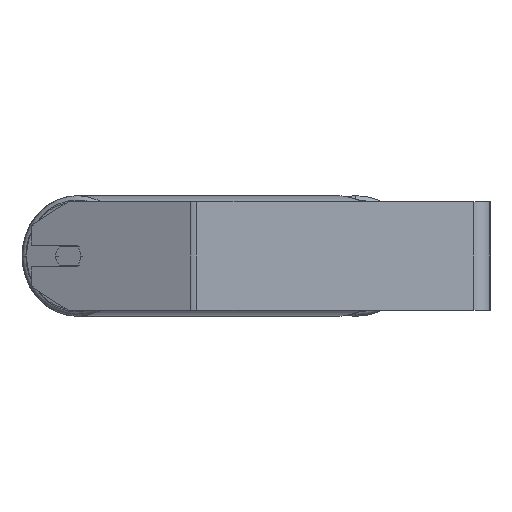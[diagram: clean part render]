
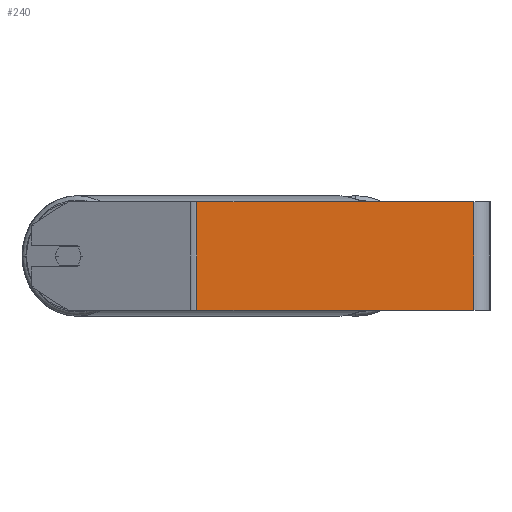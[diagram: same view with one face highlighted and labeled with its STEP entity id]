
A CAD part, left-side view. The second image highlights one B-rep face of the part: STEP entity #240.
In plain terms, the highlighted planar face has unit normal (-1, 0, 0).
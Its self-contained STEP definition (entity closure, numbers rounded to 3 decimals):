
#88 = CARTESIAN_POINT ( 'NONE',  ( -745., 12., -40. ) ) ;
#179 = LINE ( 'NONE', #8367, #7376 ) ;
#240 = ADVANCED_FACE ( 'NONE', ( #4752 ), #8098, .F. ) ;
#363 = LINE ( 'NONE', #5067, #2461 ) ;
#641 = VERTEX_POINT ( 'NONE', #88 ) ;
#675 = CARTESIAN_POINT ( 'NONE',  ( -745., 218.934, 40. ) ) ;
#835 = EDGE_CURVE ( 'NONE', #4016, #2948, #4378, .T. ) ;
#1107 = DIRECTION ( 'NONE',  ( 0., 0., -1. ) ) ;
#1306 = DIRECTION ( 'NONE',  ( 0., 0., -1. ) ) ;
#1877 = ORIENTED_EDGE ( 'NONE', *, *, #1969, .T. ) ;
#1969 = EDGE_CURVE ( 'NONE', #2948, #641, #179, .T. ) ;
#2308 = DIRECTION ( 'NONE',  ( 0., -1., 0. ) ) ;
#2461 = VECTOR ( 'NONE', #6388, 1000. ) ;
#2501 = EDGE_CURVE ( 'NONE', #5549, #641, #3174, .T. ) ;
#2865 = CARTESIAN_POINT ( 'NONE',  ( -745., 12., 40. ) ) ;
#2948 = VERTEX_POINT ( 'NONE', #5382 ) ;
#2990 = ORIENTED_EDGE ( 'NONE', *, *, #4788, .F. ) ;
#3174 = LINE ( 'NONE', #7814, #3693 ) ;
#3693 = VECTOR ( 'NONE', #1107, 1000. ) ;
#4008 = EDGE_LOOP ( 'NONE', ( #1877, #8222, #2990, #5966 ) ) ;
#4016 = VERTEX_POINT ( 'NONE', #5126 ) ;
#4378 = LINE ( 'NONE', #8229, #5234 ) ;
#4752 = FACE_OUTER_BOUND ( 'NONE', #4008, .T. ) ;
#4788 = EDGE_CURVE ( 'NONE', #4016, #5549, #363, .T. ) ;
#5067 = CARTESIAN_POINT ( 'NONE',  ( -745., 218.934, 40. ) ) ;
#5126 = CARTESIAN_POINT ( 'NONE',  ( -745., 216.274, 40. ) ) ;
#5234 = VECTOR ( 'NONE', #6337, 1000. ) ;
#5382 = CARTESIAN_POINT ( 'NONE',  ( -745., 216.274, -40. ) ) ;
#5549 = VERTEX_POINT ( 'NONE', #2865 ) ;
#5966 = ORIENTED_EDGE ( 'NONE', *, *, #835, .T. ) ;
#6337 = DIRECTION ( 'NONE',  ( 0., 0., -1. ) ) ;
#6388 = DIRECTION ( 'NONE',  ( 0., -1., 0. ) ) ;
#7376 = VECTOR ( 'NONE', #2308, 1000. ) ;
#7394 = DIRECTION ( 'NONE',  ( 1., 0., 0. ) ) ;
#7814 = CARTESIAN_POINT ( 'NONE',  ( -745., 12., 40. ) ) ;
#8098 = PLANE ( 'NONE',  #8476 ) ;
#8222 = ORIENTED_EDGE ( 'NONE', *, *, #2501, .F. ) ;
#8229 = CARTESIAN_POINT ( 'NONE',  ( -745., 216.274, 40. ) ) ;
#8367 = CARTESIAN_POINT ( 'NONE',  ( -745., 218.934, -40. ) ) ;
#8476 = AXIS2_PLACEMENT_3D ( 'NONE', #675, #7394, #1306 ) ;
